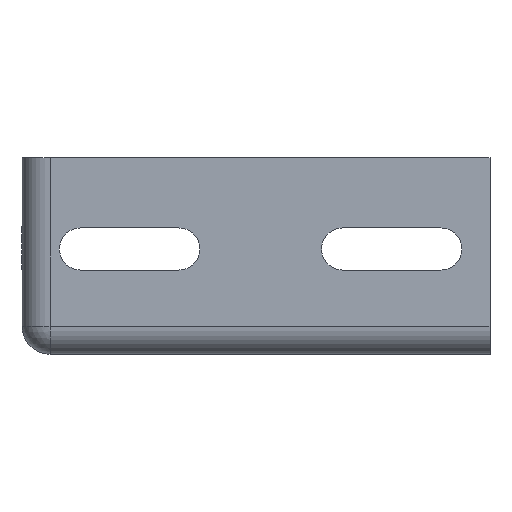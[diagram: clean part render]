
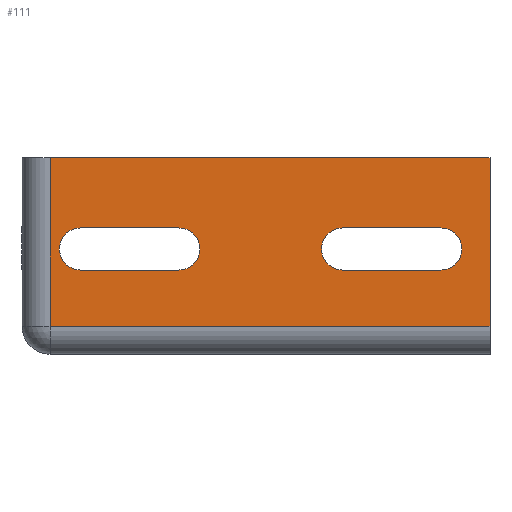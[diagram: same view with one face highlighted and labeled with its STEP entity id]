
A CAD part, front view. The second image highlights one B-rep face of the part: STEP entity #111.
In plain terms, the highlighted planar face has unit normal (0, -1, 0).
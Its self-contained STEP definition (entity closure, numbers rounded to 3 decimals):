
#111=ADVANCED_FACE('',(#242,#243,#244),#245,.T.);
#242=FACE_OUTER_BOUND('',#390,.T.);
#243=FACE_BOUND('',#391,.T.);
#244=FACE_BOUND('',#392,.T.);
#245=PLANE('',#393);
#390=EDGE_LOOP('',(#674,#675,#676,#677));
#391=EDGE_LOOP('',(#678,#679,#680,#681,#682,#683));
#392=EDGE_LOOP('',(#684,#685,#686,#687,#688,#689));
#393=AXIS2_PLACEMENT_3D('',#690,#691,#692);
#674=ORIENTED_EDGE('',*,*,#994,.F.);
#675=ORIENTED_EDGE('',*,*,#932,.T.);
#676=ORIENTED_EDGE('',*,*,#939,.F.);
#677=ORIENTED_EDGE('',*,*,#973,.F.);
#678=ORIENTED_EDGE('',*,*,#895,.F.);
#679=ORIENTED_EDGE('',*,*,#992,.F.);
#680=ORIENTED_EDGE('',*,*,#995,.F.);
#681=ORIENTED_EDGE('',*,*,#900,.F.);
#682=ORIENTED_EDGE('',*,*,#996,.F.);
#683=ORIENTED_EDGE('',*,*,#997,.F.);
#684=ORIENTED_EDGE('',*,*,#890,.F.);
#685=ORIENTED_EDGE('',*,*,#998,.F.);
#686=ORIENTED_EDGE('',*,*,#999,.F.);
#687=ORIENTED_EDGE('',*,*,#885,.F.);
#688=ORIENTED_EDGE('',*,*,#1000,.F.);
#689=ORIENTED_EDGE('',*,*,#1001,.F.);
#690=CARTESIAN_POINT('',(53.0,0.,0.));
#691=DIRECTION('',(0.,-1.0,0.));
#692=DIRECTION('',(0.0,0.,-1.0));
#885=EDGE_CURVE('',#1052,#1048,#1054,.T.);
#890=EDGE_CURVE('',#1061,#1057,#1063,.T.);
#895=EDGE_CURVE('',#1070,#1066,#1072,.T.);
#900=EDGE_CURVE('',#1079,#1075,#1081,.T.);
#932=EDGE_CURVE('',#1134,#1136,#1138,.F.);
#939=EDGE_CURVE('',#1148,#1136,#1150,.T.);
#973=EDGE_CURVE('',#1200,#1148,#1202,.T.);
#992=EDGE_CURVE('',#1225,#1070,#1227,.F.);
#994=EDGE_CURVE('',#1134,#1200,#1229,.F.);
#995=EDGE_CURVE('',#1075,#1225,#1230,.T.);
#996=EDGE_CURVE('',#1231,#1079,#1232,.T.);
#997=EDGE_CURVE('',#1066,#1231,#1233,.T.);
#998=EDGE_CURVE('',#1234,#1061,#1235,.T.);
#999=EDGE_CURVE('',#1048,#1234,#1236,.T.);
#1000=EDGE_CURVE('',#1237,#1052,#1238,.T.);
#1001=EDGE_CURVE('',#1057,#1237,#1239,.T.);
#1048=VERTEX_POINT('',#1291);
#1052=VERTEX_POINT('',#1296);
#1054=CIRCLE('',#1299,4.5);
#1057=VERTEX_POINT('',#1302);
#1061=VERTEX_POINT('',#1307);
#1063=CIRCLE('',#1310,4.5);
#1066=VERTEX_POINT('',#1313);
#1070=VERTEX_POINT('',#1318);
#1072=CIRCLE('',#1321,4.5);
#1075=VERTEX_POINT('',#1324);
#1079=VERTEX_POINT('',#1329);
#1081=CIRCLE('',#1332,4.5);
#1134=VERTEX_POINT('',#1398);
#1136=VERTEX_POINT('',#1400);
#1138=LINE('',#1402,#1403);
#1148=VERTEX_POINT('',#1416);
#1150=LINE('',#1419,#1420);
#1200=VERTEX_POINT('',#1487);
#1202=LINE('',#1489,#1490);
#1225=VERTEX_POINT('',#1519);
#1227=LINE('',#1522,#1523);
#1229=LINE('',#1525,#1526);
#1230=CIRCLE('',#1527,4.5);
#1231=VERTEX_POINT('',#1528);
#1232=LINE('',#1529,#1530);
#1233=CIRCLE('',#1531,4.5);
#1234=VERTEX_POINT('',#1532);
#1235=LINE('',#1533,#1534);
#1236=CIRCLE('',#1535,4.5);
#1237=VERTEX_POINT('',#1536);
#1238=LINE('',#1537,#1538);
#1239=CIRCLE('',#1539,4.5);
#1291=CARTESIAN_POINT('',(64.0,0.,-1.5));
#1296=CARTESIAN_POINT('',(68.5,0.,3.));
#1299=AXIS2_PLACEMENT_3D('',#1609,#1610,#1611);
#1302=CARTESIAN_POINT('',(94.0,0.,-1.5));
#1307=CARTESIAN_POINT('',(89.5,0.,-6.));
#1310=AXIS2_PLACEMENT_3D('',#1617,#1618,#1619);
#1313=CARTESIAN_POINT('',(38.0,0.,-1.5));
#1318=CARTESIAN_POINT('',(33.5,0.,-6.));
#1321=AXIS2_PLACEMENT_3D('',#1625,#1626,#1627);
#1324=CARTESIAN_POINT('',(8.0,0.,-1.5));
#1329=CARTESIAN_POINT('',(12.5,0.,3.));
#1332=AXIS2_PLACEMENT_3D('',#1633,#1634,#1635);
#1398=CARTESIAN_POINT('',(6.0,0.,-18.0));
#1400=CARTESIAN_POINT('',(100.0,0.,-18.0));
#1402=CARTESIAN_POINT('',(24.8,0.,-18.0));
#1403=VECTOR('',#1685,1.0);
#1416=CARTESIAN_POINT('',(100.0,0.,18.0));
#1419=CARTESIAN_POINT('',(100.0,0.,-1.5));
#1420=VECTOR('',#1693,1.0);
#1487=CARTESIAN_POINT('',(6.0,0.,18.0));
#1489=CARTESIAN_POINT('',(51.5,0.,18.0));
#1490=VECTOR('',#1744,1.0);
#1519=CARTESIAN_POINT('',(12.5,0.,-6.));
#1522=CARTESIAN_POINT('',(38.0,0.,-6.));
#1523=VECTOR('',#1770,1.0);
#1525=CARTESIAN_POINT('',(6.0,0.,-10.8));
#1526=VECTOR('',#1771,1.0);
#1527=AXIS2_PLACEMENT_3D('',#1772,#1773,#1774);
#1528=CARTESIAN_POINT('',(33.5,0.,3.));
#1529=CARTESIAN_POINT('',(38.0,0.,3.));
#1530=VECTOR('',#1775,1.0);
#1531=AXIS2_PLACEMENT_3D('',#1776,#1777,#1778);
#1532=CARTESIAN_POINT('',(68.5,0.,-6.));
#1533=CARTESIAN_POINT('',(66.0,0.,-6.));
#1534=VECTOR('',#1779,1.0);
#1535=AXIS2_PLACEMENT_3D('',#1780,#1781,#1782);
#1536=CARTESIAN_POINT('',(89.5,0.,3.));
#1537=CARTESIAN_POINT('',(66.0,0.,3.));
#1538=VECTOR('',#1783,1.0);
#1539=AXIS2_PLACEMENT_3D('',#1784,#1785,#1786);
#1609=CARTESIAN_POINT('',(68.5,0.,-1.5));
#1610=DIRECTION('',(0.,-1.0,0.));
#1611=DIRECTION('',(1.0,0.,0.));
#1617=CARTESIAN_POINT('',(89.5,0.,-1.5));
#1618=DIRECTION('',(0.,-1.0,0.));
#1619=DIRECTION('',(-1.0,0.,0.));
#1625=CARTESIAN_POINT('',(33.5,0.,-1.5));
#1626=DIRECTION('',(0.,-1.0,0.));
#1627=DIRECTION('',(-1.0,0.,0.));
#1633=CARTESIAN_POINT('',(12.5,0.,-1.5));
#1634=DIRECTION('',(0.,-1.0,0.));
#1635=DIRECTION('',(1.0,0.,0.));
#1685=DIRECTION('',(-1.0,0.,0.));
#1693=DIRECTION('',(-0.0,0.,-1.0));
#1744=DIRECTION('',(1.0,0.,0.));
#1770=DIRECTION('',(-1.0,0.,0.0));
#1771=DIRECTION('',(0.,0.,-1.0));
#1772=CARTESIAN_POINT('',(12.5,0.,-1.5));
#1773=DIRECTION('',(0.,-1.0,0.));
#1774=DIRECTION('',(1.0,0.,0.));
#1775=DIRECTION('',(-1.0,0.,0.));
#1776=CARTESIAN_POINT('',(33.5,0.,-1.5));
#1777=DIRECTION('',(0.,-1.0,0.));
#1778=DIRECTION('',(-1.0,0.,0.));
#1779=DIRECTION('',(1.0,0.,0.0));
#1780=CARTESIAN_POINT('',(68.5,0.,-1.5));
#1781=DIRECTION('',(0.,-1.0,0.));
#1782=DIRECTION('',(1.0,0.,0.));
#1783=DIRECTION('',(-1.0,0.,0.));
#1784=CARTESIAN_POINT('',(89.5,0.,-1.5));
#1785=DIRECTION('',(0.,-1.0,0.));
#1786=DIRECTION('',(-1.0,0.,0.));
